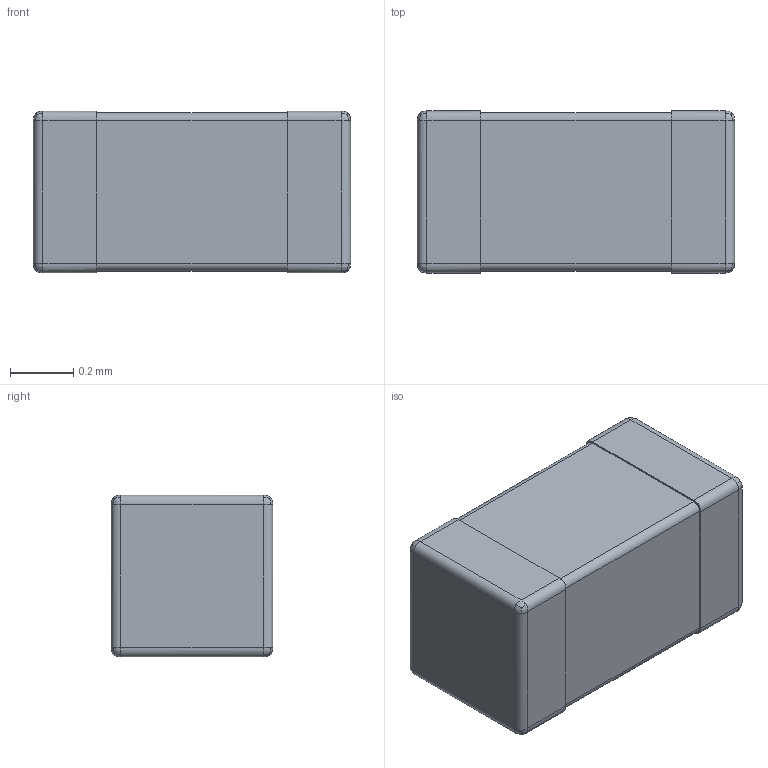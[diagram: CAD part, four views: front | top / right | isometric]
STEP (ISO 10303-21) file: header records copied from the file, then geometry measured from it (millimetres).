
FILE_DESCRIPTION (( 'STEP AP214' ), '1' );
FILE_NAME ('F0402.step', '2022-06-28T10:36:40', ( '' ), ( '' ), 'SwSTEP 2.0', 'SolidWorks 2020', '' );
FILE_SCHEMA (( 'AUTOMOTIVE_DESIGN' ));
Length unit declared in the file: millimetre
Products named in the file (1): F0402
Bounding box: 1 x 0.51 x 0.51 mm (x, y, z)
Volume: 0.3 mm3; surface area: 2.5 mm2
Topology: 1 solids, 1 shells, 284 faces, 759 edges, 498 vertices
Faces by surface type: plane 142, bspline 138, cylinder 4
Entity records: 13685 total; most frequent: CARTESIAN_POINT 4468, ORIENTED_EDGE 1518, EDGE_CURVE 759, DIRECTION 749, VERTEX_POINT 498, VECTOR 439, LINE 439, B_SPLINE_CURVE_WITH_KNOTS 312
